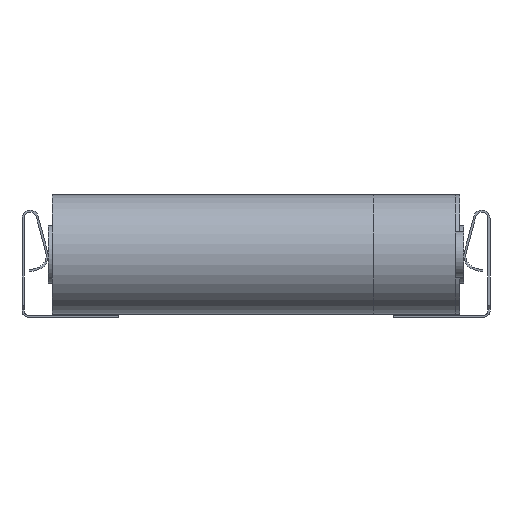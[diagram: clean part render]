
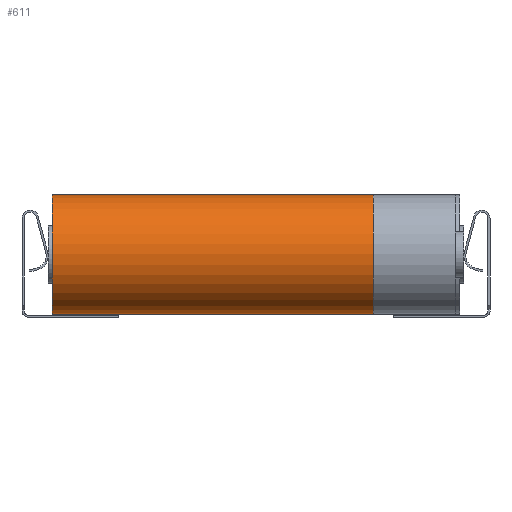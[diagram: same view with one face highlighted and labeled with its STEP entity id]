
A CAD part, front view. The second image highlights one B-rep face of the part: STEP entity #611.
In plain terms, the highlighted cylindrical face has radius 7.25 mm (diameter 14.5 mm), a full revolution.
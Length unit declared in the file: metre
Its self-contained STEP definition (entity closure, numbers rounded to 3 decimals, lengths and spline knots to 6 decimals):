
#54=CYLINDRICAL_SURFACE('',#732,0.00725);
#290=ORIENTED_EDGE('',*,*,#372,.T.);
#291=ORIENTED_EDGE('',*,*,#373,.F.);
#372=EDGE_CURVE('',#427,#427,#454,.T.);
#373=EDGE_CURVE('',#428,#428,#455,.T.);
#427=VERTEX_POINT('',#1082);
#428=VERTEX_POINT('',#1084);
#454=CIRCLE('',#733,0.00725);
#455=CIRCLE('',#734,0.00725);
#499=EDGE_LOOP('',(#290));
#500=EDGE_LOOP('',(#291));
#551=FACE_BOUND('',#499,.T.);
#552=FACE_BOUND('',#500,.T.);
#611=ADVANCED_FACE('',(#551,#552),#54,.T.);
#732=AXIS2_PLACEMENT_3D('',#1080,#897,#898);
#733=AXIS2_PLACEMENT_3D('',#1081,#899,#900);
#734=AXIS2_PLACEMENT_3D('',#1083,#901,#902);
#897=DIRECTION('',(-1.,0.,0.));
#898=DIRECTION('',(0.,0.,1.));
#899=DIRECTION('',(-1.,0.,0.));
#900=DIRECTION('',(0.,0.,1.));
#901=DIRECTION('',(-1.,0.,0.));
#902=DIRECTION('',(0.,0.,1.));
#1080=CARTESIAN_POINT('',(0.02525,0.,0.));
#1081=CARTESIAN_POINT('',(0.05,0.,0.));
#1082=CARTESIAN_POINT('',(0.05,0.,0.00725));
#1083=CARTESIAN_POINT('',(0.011,0.,0.));
#1084=CARTESIAN_POINT('',(0.011,0.,0.00725));
